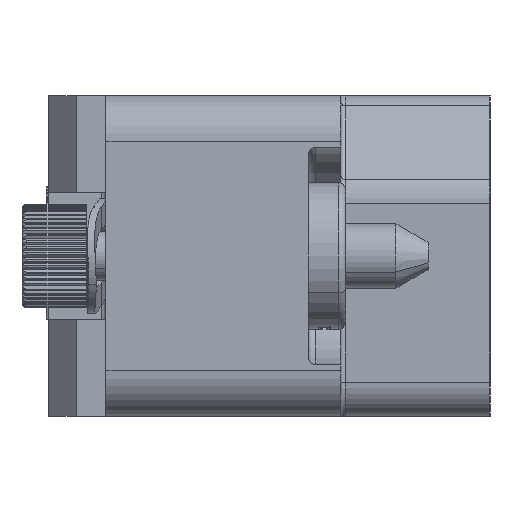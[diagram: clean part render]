
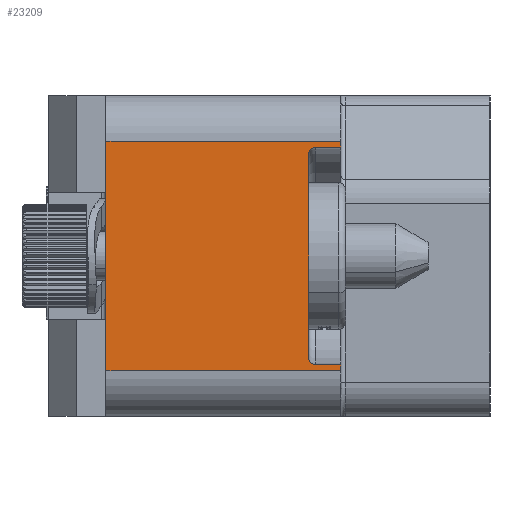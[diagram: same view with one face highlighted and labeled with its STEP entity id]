
A CAD part, left-side view. The second image highlights one B-rep face of the part: STEP entity #23209.
In plain terms, the highlighted planar face has unit normal (-1, 0, 0).
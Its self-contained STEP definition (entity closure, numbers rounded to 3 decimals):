
#933=DIRECTION('',(0.,1.,0.));
#934=VECTOR('',#933,10.25);
#935=CARTESIAN_POINT('',(-40.,0.,-5.));
#936=LINE('',#935,#934);
#942=DIRECTION('',(0.,0.,-1.));
#943=VECTOR('',#942,10.);
#944=CARTESIAN_POINT('',(-40.,10.25,5.));
#945=LINE('',#944,#943);
#995=DIRECTION('',(0.,-1.,0.));
#996=VECTOR('',#995,10.25);
#997=CARTESIAN_POINT('',(-40.,10.25,5.));
#998=LINE('',#997,#996);
#3220=DIRECTION('',(0.,0.,1.));
#3221=VECTOR('',#3220,8.9);
#3222=CARTESIAN_POINT('',(-40.,1.4,-4.45));
#3223=LINE('',#3222,#3221);
#3224=DIRECTION('',(0.,1.,0.));
#3225=VECTOR('',#3224,1.1);
#3226=CARTESIAN_POINT('',(-40.,0.,-4.75));
#3227=LINE('',#3226,#3225);
#3228=DIRECTION('',(0.,0.,-1.));
#3229=VECTOR('',#3228,0.25);
#3230=CARTESIAN_POINT('',(-40.,0.,-4.75));
#3231=LINE('',#3230,#3229);
#3232=DIRECTION('',(0.,0.,-1.));
#3233=VECTOR('',#3232,0.25);
#3234=CARTESIAN_POINT('',(-40.,0.,5.));
#3235=LINE('',#3234,#3233);
#3236=DIRECTION('',(0.,1.,0.));
#3237=VECTOR('',#3236,1.1);
#3238=CARTESIAN_POINT('',(-40.,0.,4.75));
#3239=LINE('',#3238,#3237);
#3263=CARTESIAN_POINT('',(-40.,1.1,-4.45));
#3264=DIRECTION('',(1.,0.,0.));
#3265=DIRECTION('',(0.,0.,-1.));
#3266=AXIS2_PLACEMENT_3D('',#3263,#3264,#3265);
#3287=CARTESIAN_POINT('',(-40.,1.1,4.45));
#3288=DIRECTION('',(1.,0.,0.));
#3289=DIRECTION('',(0.,1.,0.));
#3290=AXIS2_PLACEMENT_3D('',#3287,#3288,#3289);
#15819=CARTESIAN_POINT('',(-40.,0.,5.));
#15820=VERTEX_POINT('',#15819);
#15821=CARTESIAN_POINT('',(-40.,10.25,5.));
#15822=VERTEX_POINT('',#15821);
#15827=CARTESIAN_POINT('',(-40.,10.25,-5.));
#15828=VERTEX_POINT('',#15827);
#15829=CARTESIAN_POINT('',(-40.,0.,-5.));
#15830=VERTEX_POINT('',#15829);
#15839=CARTESIAN_POINT('',(-40.,0.,-4.75));
#15841=VERTEX_POINT('',#15839);
#15845=CARTESIAN_POINT('',(-40.,0.,4.75));
#15846=VERTEX_POINT('',#15845);
#16088=CARTESIAN_POINT('',(-40.,1.4,-4.45));
#16090=VERTEX_POINT('',#16088);
#16092=CARTESIAN_POINT('',(-40.,1.1,-4.75));
#16094=VERTEX_POINT('',#16092);
#16099=CARTESIAN_POINT('',(-40.,1.4,4.45));
#16100=VERTEX_POINT('',#16099);
#16101=CARTESIAN_POINT('',(-40.,1.1,4.75));
#16102=VERTEX_POINT('',#16101);
#23187=CARTESIAN_POINT('',(-40.,0.,7.));
#23188=DIRECTION('',(-1.,0.,0.));
#23189=DIRECTION('',(0.,1.,0.));
#23190=AXIS2_PLACEMENT_3D('',#23187,#23188,#23189);
#23191=PLANE('',#23190);
#23193=ORIENTED_EDGE('',*,*,#23192,.F.);
#23195=ORIENTED_EDGE('',*,*,#23194,.F.);
#23197=ORIENTED_EDGE('',*,*,#23196,.F.);
#23198=ORIENTED_EDGE('',*,*,#20236,.T.);
#23199=ORIENTED_EDGE('',*,*,#20269,.T.);
#23200=ORIENTED_EDGE('',*,*,#20282,.F.);
#23201=ORIENTED_EDGE('',*,*,#20335,.T.);
#23202=ORIENTED_EDGE('',*,*,#20244,.T.);
#23204=ORIENTED_EDGE('',*,*,#23203,.T.);
#23206=ORIENTED_EDGE('',*,*,#23205,.F.);
#23207=EDGE_LOOP('',(#23193,#23195,#23197,#23198,#23199,#23200,#23201,#23202,
#23204,#23206));
#23208=FACE_OUTER_BOUND('',#23207,.F.);
#23209=ADVANCED_FACE('',(#23208),#23191,.T.);
#3267=CIRCLE('',#3266,0.3);
#3291=CIRCLE('',#3290,0.3);
#20236=EDGE_CURVE('',#15841,#15830,#3231,.T.);
#20244=EDGE_CURVE('',#15820,#15846,#3235,.T.);
#20269=EDGE_CURVE('',#15830,#15828,#936,.T.);
#20282=EDGE_CURVE('',#15822,#15828,#945,.T.);
#20335=EDGE_CURVE('',#15822,#15820,#998,.T.);
#23192=EDGE_CURVE('',#16090,#16100,#3223,.T.);
#23194=EDGE_CURVE('',#16094,#16090,#3267,.T.);
#23196=EDGE_CURVE('',#15841,#16094,#3227,.T.);
#23203=EDGE_CURVE('',#15846,#16102,#3239,.T.);
#23205=EDGE_CURVE('',#16100,#16102,#3291,.T.);
